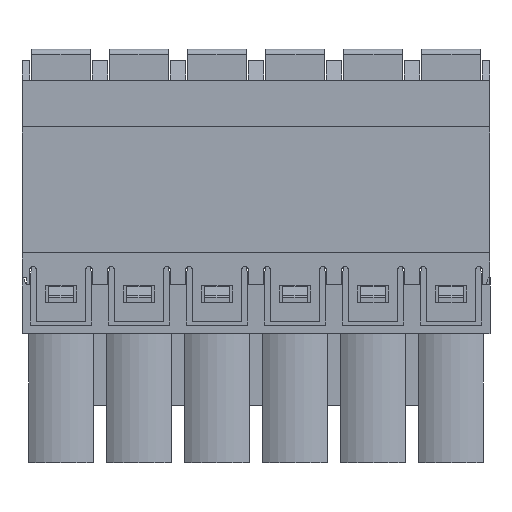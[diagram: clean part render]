
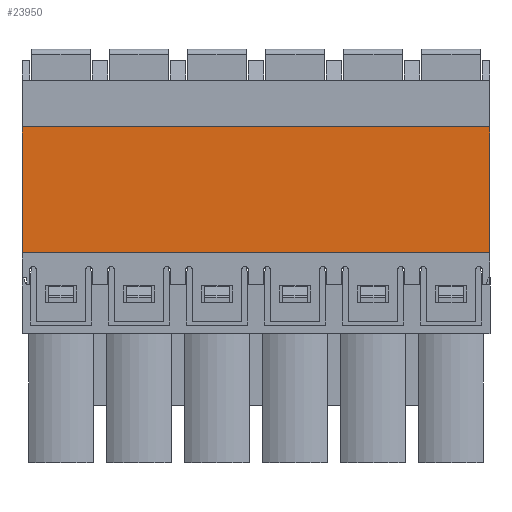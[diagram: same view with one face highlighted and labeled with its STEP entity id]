
A CAD part, front view. The second image highlights one B-rep face of the part: STEP entity #23950.
In plain terms, the highlighted planar face has unit normal (0, -1, 0).
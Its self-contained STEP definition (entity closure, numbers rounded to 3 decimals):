
#2169=ORIENTED_EDGE('',*,*,#8802,.T.);
#2170=ORIENTED_EDGE('',*,*,#8803,.F.);
#2171=ORIENTED_EDGE('',*,*,#8078,.F.);
#2172=ORIENTED_EDGE('',*,*,#8801,.T.);
#8078=EDGE_CURVE('',#11534,#11535,#13885,.T.);
#8801=EDGE_CURVE('',#11534,#12057,#14558,.T.);
#8802=EDGE_CURVE('',#12057,#12058,#14559,.T.);
#8803=EDGE_CURVE('',#11535,#12058,#14560,.T.);
#11534=VERTEX_POINT('',#33913);
#11535=VERTEX_POINT('',#33915);
#12057=VERTEX_POINT('',#35329);
#12058=VERTEX_POINT('',#35333);
#13885=LINE('',#33914,#17078);
#14558=LINE('',#35330,#17751);
#14559=LINE('',#35332,#17752);
#14560=LINE('',#35334,#17753);
#17078=VECTOR('',#27230,1000.);
#17751=VECTOR('',#28343,1000.);
#17752=VECTOR('',#28346,1000.);
#17753=VECTOR('',#28347,1000.);
#20124=EDGE_LOOP('',(#2169,#2170,#2171,#2172));
#21491=FACE_BOUND('',#20124,.T.);
#22810=PLANE('',#25355);
#23950=ADVANCED_FACE('',(#21491),#22810,.F.);
#25355=AXIS2_PLACEMENT_3D('',#35331,#28344,#28345);
#27230=DIRECTION('',(0.,0.,-1.));
#28343=DIRECTION('',(-1.,0.,0.));
#28344=DIRECTION('',(0.,1.,0.));
#28345=DIRECTION('',(0.,0.,1.));
#28346=DIRECTION('',(0.,0.,-1.));
#28347=DIRECTION('',(-1.,0.,0.));
#33913=CARTESIAN_POINT('',(15.24,-5.27,4.1));
#33914=CARTESIAN_POINT('',(15.24,-5.27,4.1));
#33915=CARTESIAN_POINT('',(15.24,-5.27,-4.1));
#35329=CARTESIAN_POINT('',(-15.24,-5.27,4.1));
#35330=CARTESIAN_POINT('',(15.24,-5.27,4.1));
#35331=CARTESIAN_POINT('',(15.24,-5.27,4.1));
#35332=CARTESIAN_POINT('',(-15.24,-5.27,4.1));
#35333=CARTESIAN_POINT('',(-15.24,-5.27,-4.1));
#35334=CARTESIAN_POINT('',(15.24,-5.27,-4.1));
